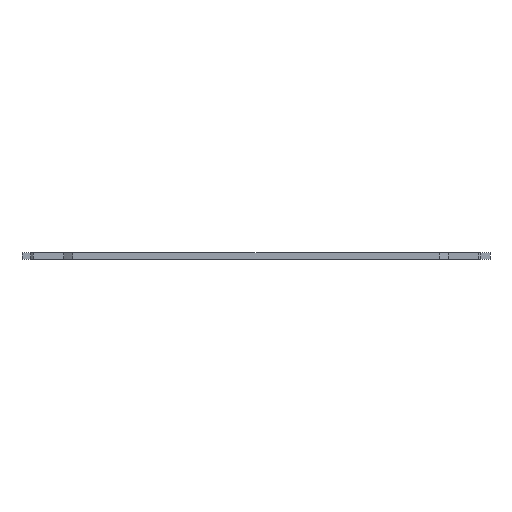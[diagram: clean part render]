
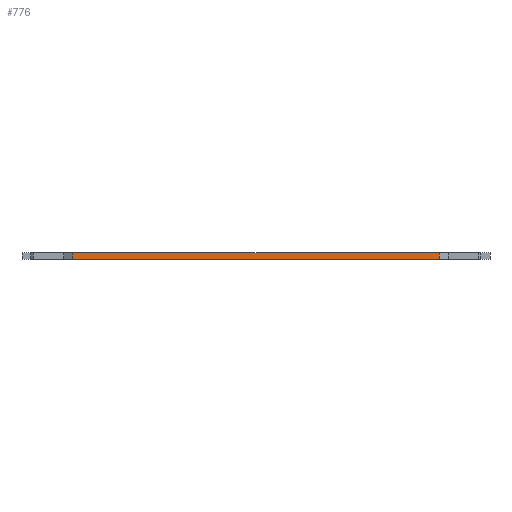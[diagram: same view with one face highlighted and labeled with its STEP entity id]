
A CAD part, front view. The second image highlights one B-rep face of the part: STEP entity #776.
In plain terms, the highlighted planar face has unit normal (0, -1, 0).
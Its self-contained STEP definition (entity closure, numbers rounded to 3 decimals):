
#38=PLANE('',#855);
#71=FACE_OUTER_BOUND('',#117,.T.);
#117=EDGE_LOOP('',(#628,#629,#630,#631));
#157=LINE('',#1150,#236);
#192=LINE('',#1255,#271);
#193=LINE('',#1258,#272);
#194=LINE('',#1259,#273);
#236=VECTOR('',#918,10.);
#271=VECTOR('',#1021,10.);
#272=VECTOR('',#1024,10.);
#273=VECTOR('',#1025,10.);
#353=VERTEX_POINT('',#1147);
#354=VERTEX_POINT('',#1149);
#390=VERTEX_POINT('',#1253);
#391=VERTEX_POINT('',#1257);
#429=EDGE_CURVE('',#353,#354,#157,.T.);
#482=EDGE_CURVE('',#353,#390,#192,.T.);
#483=EDGE_CURVE('',#391,#390,#193,.T.);
#484=EDGE_CURVE('',#354,#391,#194,.T.);
#628=ORIENTED_EDGE('',*,*,#429,.F.);
#629=ORIENTED_EDGE('',*,*,#482,.T.);
#630=ORIENTED_EDGE('',*,*,#483,.F.);
#631=ORIENTED_EDGE('',*,*,#484,.F.);
#776=ADVANCED_FACE('',(#71),#38,.T.);
#855=AXIS2_PLACEMENT_3D('',#1256,#1022,#1023);
#918=DIRECTION('',(-1.,0.,0.));
#1021=DIRECTION('',(0.,0.,1.));
#1022=DIRECTION('center_axis',(0.,-1.,0.));
#1023=DIRECTION('ref_axis',(1.,0.,0.));
#1024=DIRECTION('',(1.,0.,0.));
#1025=DIRECTION('',(0.,0.,1.));
#1147=CARTESIAN_POINT('',(81.334,-129.,0.));
#1149=CARTESIAN_POINT('',(-81.334,-129.,0.));
#1150=CARTESIAN_POINT('',(100.,-129.,0.));
#1253=CARTESIAN_POINT('',(81.334,-129.,3.));
#1255=CARTESIAN_POINT('',(81.334,-129.,0.));
#1256=CARTESIAN_POINT('Origin',(-81.334,-129.,0.));
#1257=CARTESIAN_POINT('',(-81.334,-129.,3.));
#1258=CARTESIAN_POINT('',(100.,-129.,3.));
#1259=CARTESIAN_POINT('',(-81.334,-129.,0.));
